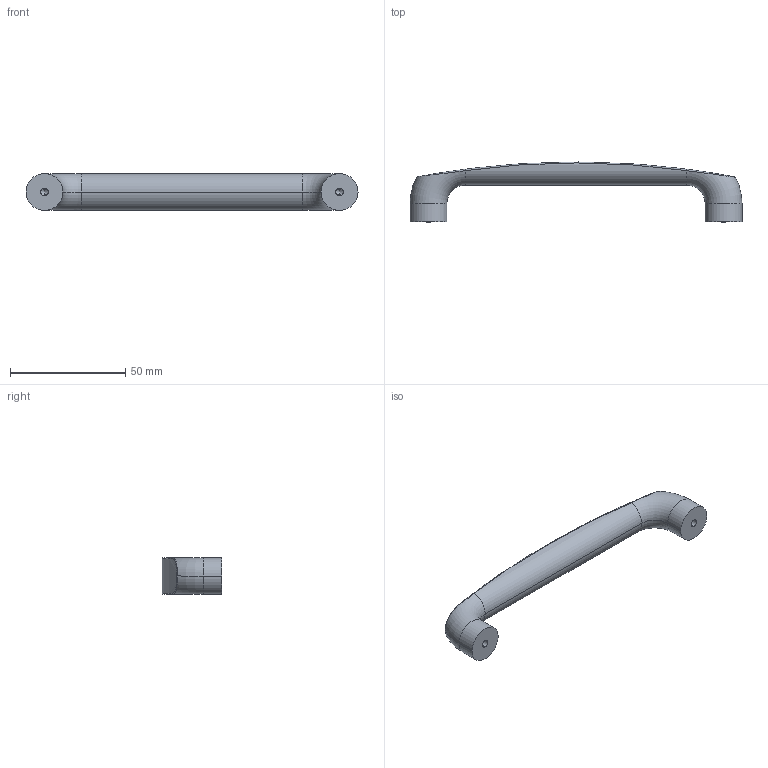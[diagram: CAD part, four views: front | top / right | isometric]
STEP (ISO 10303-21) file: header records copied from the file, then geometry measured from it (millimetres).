
FILE_DESCRIPTION (( 'STEP AP214' ), '1' );
FILE_NAME ('F004986_3D.step', '2022-08-15T13:41:21', ( '' ), ( '' ), 'SwSTEP 2.0', 'SolidWorks 2020', '' );
FILE_SCHEMA (( 'AUTOMOTIVE_DESIGN' ));
Length unit declared in the file: millimetre
Products named in the file (1): F004986_3D
Bounding box: 144 x 26 x 16 mm (x, y, z)
Volume: 20620.4 mm3; surface area: 7652.9 mm2
Topology: 1 solids, 1 shells, 25 faces, 55 edges, 30 vertices
Faces by surface type: cylinder 11, torus 4, cone 4, bspline 4, plane 2
Entity records: 1509 total; most frequent: CARTESIAN_POINT 917, DIRECTION 113, ORIENTED_EDGE 102, EDGE_CURVE 51, AXIS2_PLACEMENT_3D 50, VERTEX_POINT 30, CIRCLE 28, EDGE_LOOP 27
